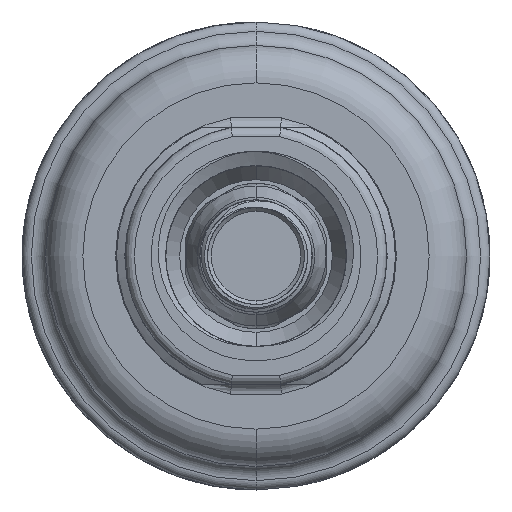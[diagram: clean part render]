
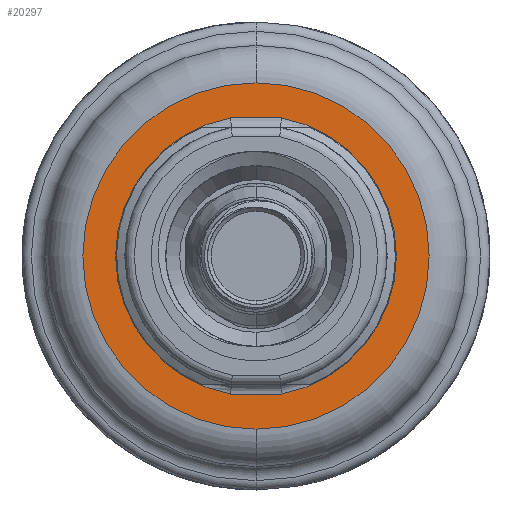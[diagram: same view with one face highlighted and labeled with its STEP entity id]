
A CAD part, front view. The second image highlights one B-rep face of the part: STEP entity #20297.
In plain terms, the highlighted planar face has unit normal (0, -1, 0).
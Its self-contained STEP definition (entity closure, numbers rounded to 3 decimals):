
#4940=CARTESIAN_POINT('',(0.,-432.4,0.));
#4941=DIRECTION('',(0.,-1.,0.));
#4942=DIRECTION('',(0.,0.,-1.));
#4943=AXIS2_PLACEMENT_3D('',#4940,#4941,#4942);
#4945=CARTESIAN_POINT('',(0.,-432.4,0.));
#4946=DIRECTION('',(0.,-1.,0.));
#4947=DIRECTION('',(0.,0.,1.));
#4948=AXIS2_PLACEMENT_3D('',#4945,#4946,#4947);
#4950=CARTESIAN_POINT('',(0.,-432.4,0.));
#4951=DIRECTION('',(0.,-1.,0.));
#4952=DIRECTION('',(-0.182,0.,0.983));
#4953=AXIS2_PLACEMENT_3D('',#4950,#4951,#4952);
#4955=DIRECTION('',(1.,0.,0.));
#4956=VECTOR('',#4955,5.454);
#4957=CARTESIAN_POINT('',(-2.727,-432.4,-14.75));
#4958=LINE('',#4957,#4956);
#4959=CARTESIAN_POINT('',(0.,-432.4,0.));
#4960=DIRECTION('',(0.,-1.,0.));
#4961=DIRECTION('',(0.182,0.,-0.983));
#4962=AXIS2_PLACEMENT_3D('',#4959,#4960,#4961);
#4964=DIRECTION('',(-1.,0.,0.));
#4965=VECTOR('',#4964,5.454);
#4966=CARTESIAN_POINT('',(2.727,-432.4,14.75));
#4967=LINE('',#4966,#4965);
#12222=CARTESIAN_POINT('',(-2.727,-432.4,14.75));
#12223=CARTESIAN_POINT('',(-2.727,-432.4,-14.75));
#12224=VERTEX_POINT('',#12222);
#12225=VERTEX_POINT('',#12223);
#12230=CARTESIAN_POINT('',(2.727,-432.4,-14.75));
#12231=CARTESIAN_POINT('',(2.727,-432.4,14.75));
#12232=VERTEX_POINT('',#12230);
#12233=VERTEX_POINT('',#12231);
#12482=CARTESIAN_POINT('',(0.,-432.4,-18.5));
#12483=CARTESIAN_POINT('',(0.,-432.4,18.5));
#12484=VERTEX_POINT('',#12482);
#12485=VERTEX_POINT('',#12483);
#20277=CARTESIAN_POINT('',(0.,-432.4,0.));
#20278=DIRECTION('',(0.,-1.,0.));
#20279=DIRECTION('',(0.,0.,1.));
#20280=AXIS2_PLACEMENT_3D('',#20277,#20278,#20279);
#20281=PLANE('',#20280);
#20282=ORIENTED_EDGE('',*,*,#20267,.F.);
#20284=ORIENTED_EDGE('',*,*,#20283,.F.);
#20285=EDGE_LOOP('',(#20282,#20284));
#20286=FACE_OUTER_BOUND('',#20285,.F.);
#20288=ORIENTED_EDGE('',*,*,#20287,.T.);
#20290=ORIENTED_EDGE('',*,*,#20289,.T.);
#20292=ORIENTED_EDGE('',*,*,#20291,.T.);
#20294=ORIENTED_EDGE('',*,*,#20293,.T.);
#20295=EDGE_LOOP('',(#20288,#20290,#20292,#20294));
#20296=FACE_BOUND('',#20295,.F.);
#20297=ADVANCED_FACE('',(#20286,#20296),#20281,.T.);
#4944=CIRCLE('',#4943,18.5);
#4949=CIRCLE('',#4948,18.5);
#4954=CIRCLE('',#4953,15.);
#4963=CIRCLE('',#4962,15.);
#20267=EDGE_CURVE('',#12484,#12485,#4944,.T.);
#20283=EDGE_CURVE('',#12485,#12484,#4949,.T.);
#20287=EDGE_CURVE('',#12224,#12225,#4954,.T.);
#20289=EDGE_CURVE('',#12225,#12232,#4958,.T.);
#20291=EDGE_CURVE('',#12232,#12233,#4963,.T.);
#20293=EDGE_CURVE('',#12233,#12224,#4967,.T.);
